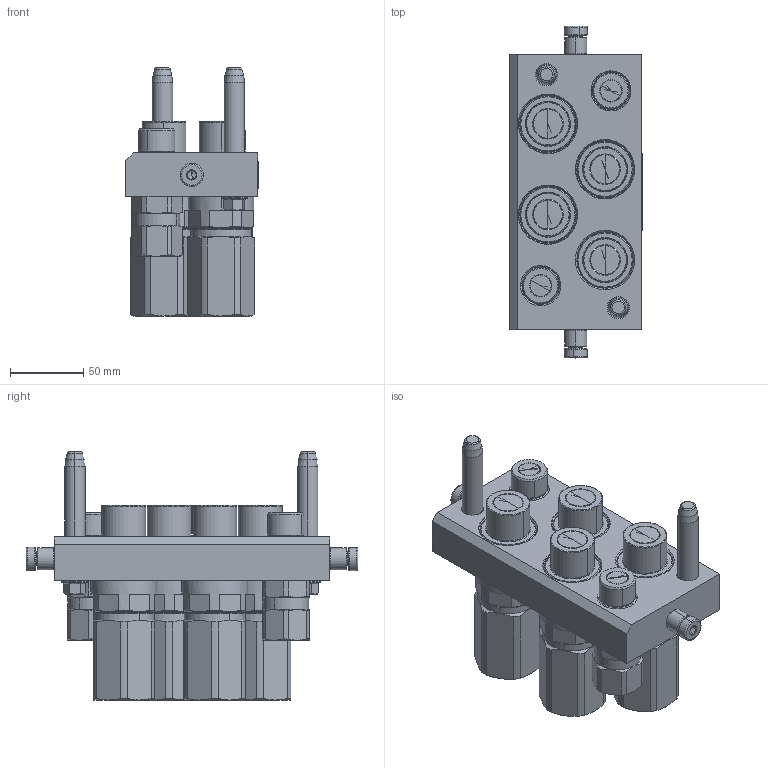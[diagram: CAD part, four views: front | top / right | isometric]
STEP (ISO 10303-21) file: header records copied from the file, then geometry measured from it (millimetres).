
FILE_DESCRIPTION (( 'STEP AP214' ), '1' );
FILE_NAME ('FASTER.step', '2021-02-17T08:44:26', ( '' ), ( '' ), 'SwSTEP 2.0', 'SolidWorks 2017', '' );
FILE_SCHEMA (( 'AUTOMOTIVE_DESIGN' ));
Length unit declared in the file: millimetre
Products named in the file (11): 4850_010_8000_000.prt; 3ffnp34_gas_m; FASTER; P6I_M_BASE; 4830_013_3000_030; 2ffnp12-18g_m; et002; 1540_080_0008_000.prt; 4830_021_1000_000.prt; 4830_028_1000_011.prt
Assembly tree (18 placements, depth 3):
  FASTER
    P6I_M_BASE
      4850_010_8000_000.prt
      4830_021_1000_000.prt  x2
      4830_028_1000_011.prt  x2
      1540_080_0008_000.prt  x2
      4830_013_3000_030  x2
    3ffnp34_gas_m  x4
      3ffnp34_gas_m
    2ffnp12-18g_m  x2
    et002
Bounding box: 90.3 x 226.6 x 169.35 mm (x, y, z)
Volume: 75409.1 mm3; surface area: 225843.3 mm2
Topology: 9 solids, 60 shells, 2089 faces, 6283 edges, 4166 vertices
Faces by surface type: plane 999, cone 456, cylinder 420, torus 148, bspline 66
Entity records: 46858 total; most frequent: CARTESIAN_POINT 12174, ORIENTED_EDGE 6069, DIRECTION 5923, EDGE_CURVE 3236, VERTEX_POINT 2108, LINE 2013, VECTOR 2013, AXIS2_PLACEMENT_3D 1955
